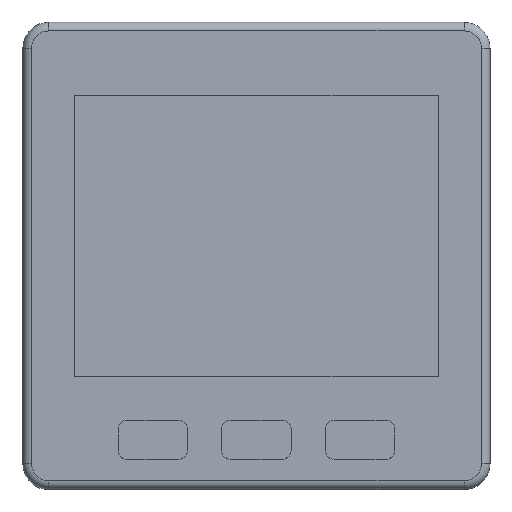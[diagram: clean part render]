
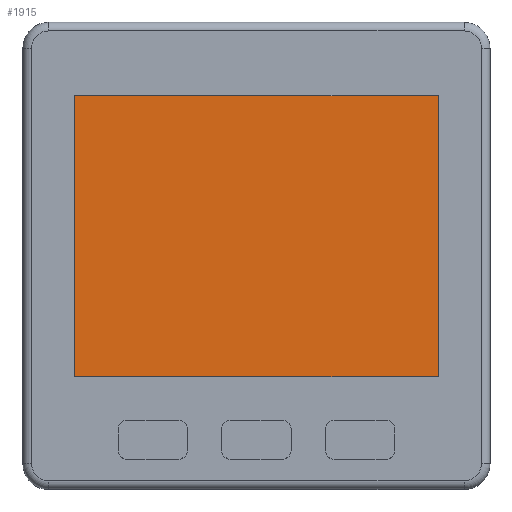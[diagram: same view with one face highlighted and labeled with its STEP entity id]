
A CAD part, top view. The second image highlights one B-rep face of the part: STEP entity #1915.
In plain terms, the highlighted planar face has unit normal (0, 0, 1).
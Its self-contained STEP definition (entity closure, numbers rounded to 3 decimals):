
#202=FACE_OUTER_BOUND('',#321,.T.);
#321=EDGE_LOOP('',(#1305,#1306,#1307,#1308));
#460=LINE('',#2867,#649);
#463=LINE('',#2873,#652);
#466=LINE('',#2879,#655);
#469=LINE('',#2883,#658);
#649=VECTOR('',#2264,10.);
#652=VECTOR('',#2269,10.);
#655=VECTOR('',#2274,10.);
#658=VECTOR('',#2279,10.);
#838=VERTEX_POINT('',#2864);
#839=VERTEX_POINT('',#2866);
#841=VERTEX_POINT('',#2872);
#843=VERTEX_POINT('',#2878);
#1016=EDGE_CURVE('',#839,#838,#460,.T.);
#1019=EDGE_CURVE('',#841,#839,#463,.T.);
#1022=EDGE_CURVE('',#843,#841,#466,.T.);
#1025=EDGE_CURVE('',#838,#843,#469,.T.);
#1305=ORIENTED_EDGE('',*,*,#1025,.T.);
#1306=ORIENTED_EDGE('',*,*,#1022,.T.);
#1307=ORIENTED_EDGE('',*,*,#1019,.T.);
#1308=ORIENTED_EDGE('',*,*,#1016,.T.);
#1843=PLANE('',#2057);
#1915=ADVANCED_FACE('',(#202),#1843,.T.);
#2057=AXIS2_PLACEMENT_3D('',#2884,#2280,#2281);
#2264=DIRECTION('',(0.,-1.,0.));
#2269=DIRECTION('',(-1.,0.,0.));
#2274=DIRECTION('',(0.,1.,0.));
#2279=DIRECTION('',(1.,0.,0.));
#2280=DIRECTION('center_axis',(0.,0.,1.));
#2281=DIRECTION('ref_axis',(1.,0.,0.));
#2864=CARTESIAN_POINT('',(-21.,-14.,17.01));
#2866=CARTESIAN_POINT('',(-21.,18.5,17.01));
#2867=CARTESIAN_POINT('',(-21.,18.5,17.01));
#2872=CARTESIAN_POINT('',(21.,18.5,17.01));
#2873=CARTESIAN_POINT('',(21.,18.5,17.01));
#2878=CARTESIAN_POINT('',(21.,-14.,17.01));
#2879=CARTESIAN_POINT('',(21.,-14.,17.01));
#2883=CARTESIAN_POINT('',(-21.,-14.,17.01));
#2884=CARTESIAN_POINT('Origin',(0.,2.25,17.01));
